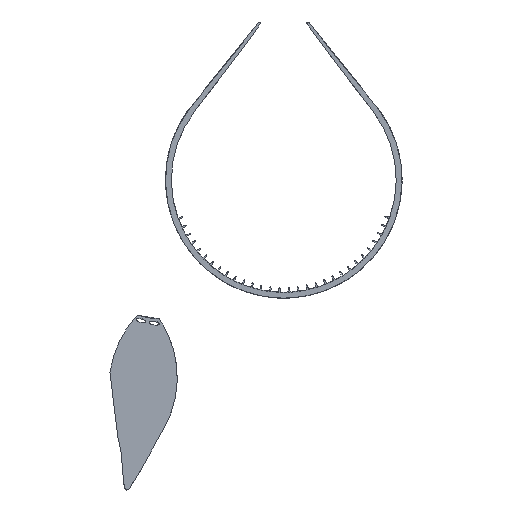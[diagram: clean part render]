
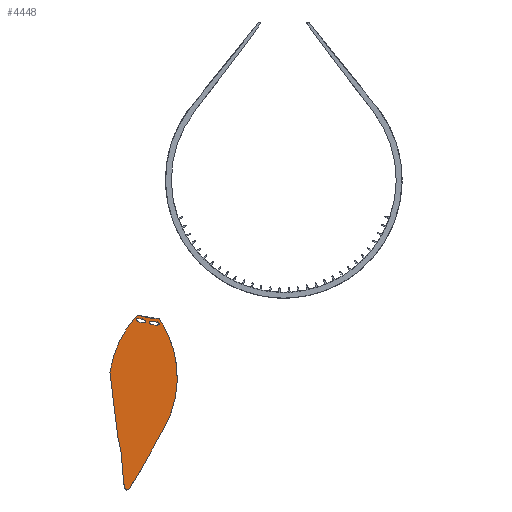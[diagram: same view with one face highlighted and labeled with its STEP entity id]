
A CAD part, front view. The second image highlights one B-rep face of the part: STEP entity #4448.
In plain terms, the highlighted planar face has unit normal (0, -1, 0).
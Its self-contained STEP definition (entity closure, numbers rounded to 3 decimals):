
#13=FACE_BOUND('',#1062,.T.);
#14=FACE_BOUND('',#1063,.T.);
#101=ELLIPSE('',#4728,2.5,1.);
#102=ELLIPSE('',#4746,2.5,1.);
#142=PLANE('',#4753);
#241=LINE('',#16141,#346);
#243=LINE('',#16145,#348);
#346=VECTOR('',#5394,10.);
#348=VECTOR('',#5398,10.);
#498=CIRCLE('',#4754,52.898);
#499=CIRCLE('',#4755,55.168);
#500=CIRCLE('',#4756,59.676);
#501=CIRCLE('',#4757,56.013);
#793=FACE_OUTER_BOUND('',#1061,.T.);
#1061=EDGE_LOOP('',(#3906,#3907,#3908,#3909,#3910,#3911,#3912));
#1062=EDGE_LOOP('',(#3913));
#1063=EDGE_LOOP('',(#3914));
#1393=B_SPLINE_CURVE_WITH_KNOTS('',4,(#14420,#14421,#14422,#14423,#14424),
 .UNSPECIFIED.,.F.,.F.,(5,5),(-1.,0.),.UNSPECIFIED.);
#1826=VERTEX_POINT('',#14417);
#1827=VERTEX_POINT('',#14419);
#1873=VERTEX_POINT('',#15287);
#1897=VERTEX_POINT('',#15900);
#1909=VERTEX_POINT('',#16140);
#1910=VERTEX_POINT('',#16144);
#1911=VERTEX_POINT('',#16146);
#1912=VERTEX_POINT('',#16148);
#1913=VERTEX_POINT('',#16150);
#2461=EDGE_CURVE('',#1827,#1826,#1393,.T.);
#2525=EDGE_CURVE('',#1873,#1873,#101,.T.);
#2566=EDGE_CURVE('',#1897,#1897,#102,.T.);
#2585=EDGE_CURVE('',#1827,#1909,#241,.T.);
#2587=EDGE_CURVE('',#1910,#1826,#243,.T.);
#2588=EDGE_CURVE('',#1911,#1910,#498,.T.);
#2589=EDGE_CURVE('',#1912,#1911,#499,.T.);
#2590=EDGE_CURVE('',#1913,#1912,#500,.T.);
#2591=EDGE_CURVE('',#1909,#1913,#501,.T.);
#3906=ORIENTED_EDGE('',*,*,#2461,.T.);
#3907=ORIENTED_EDGE('',*,*,#2587,.F.);
#3908=ORIENTED_EDGE('',*,*,#2588,.F.);
#3909=ORIENTED_EDGE('',*,*,#2589,.F.);
#3910=ORIENTED_EDGE('',*,*,#2590,.F.);
#3911=ORIENTED_EDGE('',*,*,#2591,.F.);
#3912=ORIENTED_EDGE('',*,*,#2585,.F.);
#3913=ORIENTED_EDGE('',*,*,#2566,.T.);
#3914=ORIENTED_EDGE('',*,*,#2525,.T.);
#4448=ADVANCED_FACE('',(#793,#13,#14),#142,.F.);
#4728=AXIS2_PLACEMENT_3D('',#15288,#5340,#5341);
#4746=AXIS2_PLACEMENT_3D('',#15901,#5377,#5378);
#4753=AXIS2_PLACEMENT_3D('',#16143,#5396,#5397);
#4754=AXIS2_PLACEMENT_3D('',#16147,#5399,#5400);
#4755=AXIS2_PLACEMENT_3D('',#16149,#5401,#5402);
#4756=AXIS2_PLACEMENT_3D('',#16151,#5403,#5404);
#4757=AXIS2_PLACEMENT_3D('',#16152,#5405,#5406);
#5340=DIRECTION('center_axis',(0.,1.,0.));
#5341=DIRECTION('ref_axis',(-0.986,0.,0.165));
#5377=DIRECTION('center_axis',(0.,1.,0.));
#5378=DIRECTION('ref_axis',(0.973,0.,-0.231));
#5394=DIRECTION('',(-0.122,0.,0.993));
#5396=DIRECTION('center_axis',(0.,1.,0.));
#5397=DIRECTION('ref_axis',(0.,0.,1.));
#5398=DIRECTION('',(-0.485,0.,-0.874));
#5399=DIRECTION('center_axis',(0.,1.,0.));
#5400=DIRECTION('ref_axis',(0.91,0.,0.416));
#5401=DIRECTION('center_axis',(0.,1.,0.));
#5402=DIRECTION('ref_axis',(0.829,0.,0.559));
#5403=DIRECTION('center_axis',(0.,-1.,0.));
#5404=DIRECTION('ref_axis',(0.074,0.,0.997));
#5405=DIRECTION('center_axis',(0.,1.,0.));
#5406=DIRECTION('ref_axis',(-0.989,0.,0.151));
#14417=CARTESIAN_POINT('',(-72.365,0.,-146.969));
#14419=CARTESIAN_POINT('',(-84.882,0.,-131.195));
#14420=CARTESIAN_POINT('Ctrl Pts',(-84.882,0.,-131.195));
#14421=CARTESIAN_POINT('Ctrl Pts',(-79.816,0.,-147.984));
#14422=CARTESIAN_POINT('Ctrl Pts',(-84.804,0.,-170.183));
#14423=CARTESIAN_POINT('Ctrl Pts',(-78.832,0.,-158.062));
#14424=CARTESIAN_POINT('Ctrl Pts',(-72.365,0.,-146.969));
#15287=CARTESIAN_POINT('',(-63.674,0.,-73.691));
#15288=CARTESIAN_POINT('Origin',(-66.14,0.,-73.279));
#15900=CARTESIAN_POINT('',(-75.367,0.,-71.425));
#15901=CARTESIAN_POINT('Origin',(-72.935,0.,-72.003));
#16140=CARTESIAN_POINT('',(-88.913,0.,-98.364));
#16141=CARTESIAN_POINT('',(-81.027,0.,-162.584));
#16143=CARTESIAN_POINT('Origin',(-71.688,0.,-115.879));
#16144=CARTESIAN_POINT('',(-61.105,0.,-126.674));
#16145=CARTESIAN_POINT('',(-61.105,0.,-126.674));
#16146=CARTESIAN_POINT('',(-59.249,0.,-79.028));
#16147=CARTESIAN_POINT('Origin',(-107.362,0.,-101.012));
#16148=CARTESIAN_POINT('',(-63.672,0.,-71.134));
#16149=CARTESIAN_POINT('Origin',(-109.427,0.,-101.955));
#16150=CARTESIAN_POINT('',(-75.029,0.,-69.174));
#16151=CARTESIAN_POINT('Origin',(-59.249,0.,-11.621));
#16152=CARTESIAN_POINT('Origin',(-33.539,0.,-106.804));
